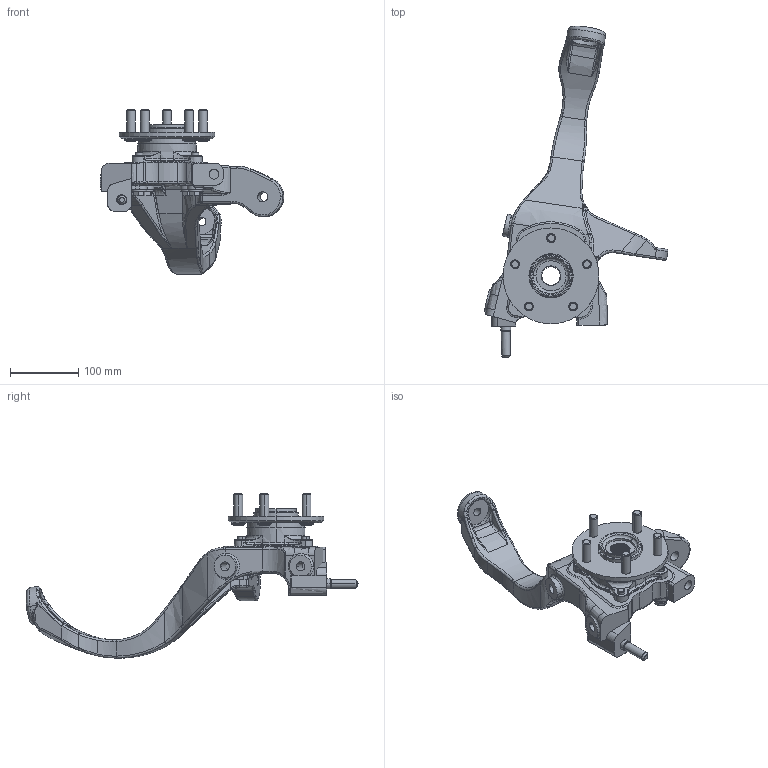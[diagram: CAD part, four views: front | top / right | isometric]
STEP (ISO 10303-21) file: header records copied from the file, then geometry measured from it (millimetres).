
FILE_DESCRIPTION(('FreeCAD Model'),'2;1');
FILE_NAME('Open CASCADE Shape Model','2025-05-04T08:29:27',('FreeCAD'),( 'FreeCAD'),'Open CASCADE STEP processor 7.6','FreeCAD','Unknown');
FILE_SCHEMA(('AUTOMOTIVE_DESIGN { 1 0 10303 214 1 1 1 1 }'));
Products named in the file (1): Open CASCADE STEP translator 7.6 1
Bounding box: 268.32 x 484.85 x 240.03 mm (x, y, z)
Volume: 1931167.8 mm3; surface area: 255144.9 mm2
Topology: 6 solids, 8 shells, 1050 faces, 2547 edges, 1512 vertices
Faces by surface type: bspline 1050
Entity records: 38179 total; most frequent: CARTESIAN_POINT 24400, ORIENTED_EDGE 5020, EDGE_CURVE 2510, VERTEX_POINT 1512, B_SPLINE_CURVE_WITH_KNOTS 1178, FACE_BOUND 1112, EDGE_LOOP 1112, ADVANCED_FACE 1050
